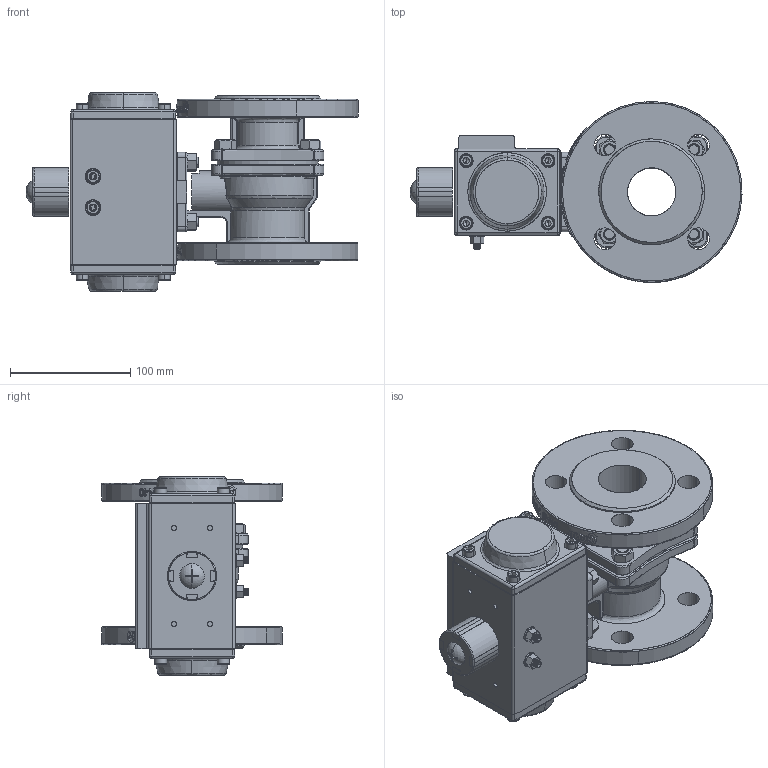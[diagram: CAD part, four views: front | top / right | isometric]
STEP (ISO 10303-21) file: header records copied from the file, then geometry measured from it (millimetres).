
FILE_DESCRIPTION (( 'STEP AP214' ), '1' );
FILE_NAME ('PK05_DN40 (PK05000007).STEP', '2022-04-27T12:52:33', ( '' ), ( '' ), 'SwSTEP 2.0', 'SolidWorks 2021', '' );
FILE_SCHEMA (( 'AUTOMOTIVE_DESIGN' ));
Length unit declared in the file: metre
Products named in the file (1): PK05_DN40 (PK05000007)
Bounding box: 275.67 x 150.03 x 165 mm (x, y, z)
Surface area: 237817.2 mm2 (no closed solid volume)
Topology: 0 solids, 643 shells, 972 faces, 4350 edges, 3905 vertices
Faces by surface type: plane 292, cylinder 289, bspline 263, cone 126, sphere 2
Entity records: 95184 total; most frequent: CARTESIAN_POINT 53185, DIRECTION 5510, ORIENTED_EDGE 4974, EDGE_CURVE 4326, VERTEX_POINT 3905, AXIS2_PLACEMENT_3D 2012, B_SPLINE_CURVE_WITH_KNOTS 1538, LINE 1486
